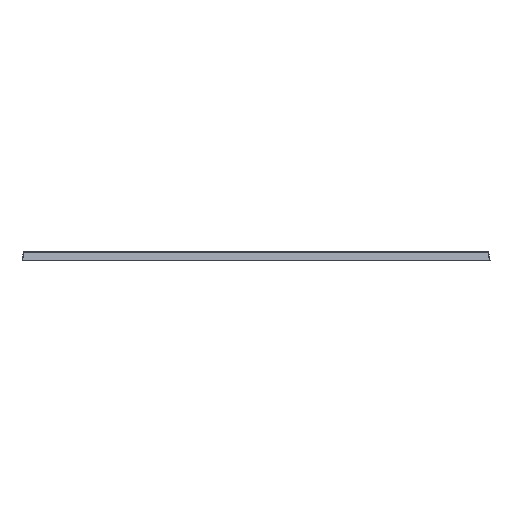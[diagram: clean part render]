
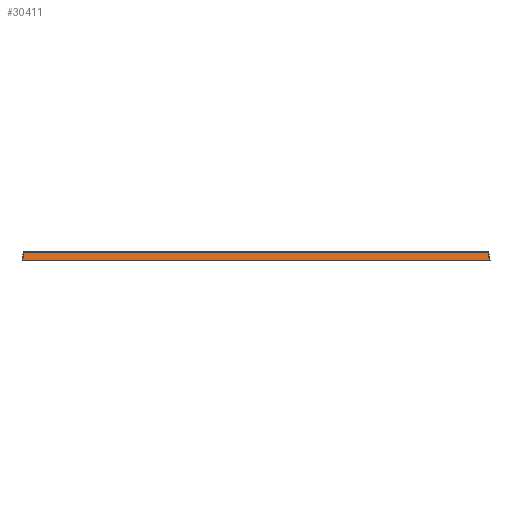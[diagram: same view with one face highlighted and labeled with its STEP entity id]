
A CAD part, left-side view. The second image highlights one B-rep face of the part: STEP entity #30411.
In plain terms, the highlighted planar face has unit normal (-0.985, 0, 0.174).
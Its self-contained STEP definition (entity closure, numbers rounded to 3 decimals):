
#2279 = CARTESIAN_POINT ( 'NONE',  ( 21.879, 1178.121, 0. ) ) ;
#2567 = CARTESIAN_POINT ( 'NONE',  ( 21.879, 21.879, 0. ) ) ;
#2619 = ORIENTED_EDGE ( 'NONE', *, *, #15488, .T. ) ;
#2728 = EDGE_CURVE ( 'NONE', #4622, #10741, #13773, .T. ) ;
#4192 = VECTOR ( 'NONE', #7892, 1000. ) ;
#4279 = DIRECTION ( 'NONE',  ( 0.171, -0.171, 0.97 ) ) ;
#4622 = VERTEX_POINT ( 'NONE', #20713 ) ;
#4791 = VECTOR ( 'NONE', #13594, 1000. ) ;
#5441 = DIRECTION ( 'NONE',  ( -0.985, 0., 0.174 ) ) ;
#6991 = CARTESIAN_POINT ( 'NONE',  ( 18., 1182., -22.001 ) ) ;
#7892 = DIRECTION ( 'NONE',  ( 0.171, 0.171, 0.97 ) ) ;
#8297 = DIRECTION ( 'NONE',  ( 0.174, 0., 0.985 ) ) ;
#9835 = VERTEX_POINT ( 'NONE', #6991 ) ;
#9851 = ORIENTED_EDGE ( 'NONE', *, *, #39710, .F. ) ;
#10741 = VERTEX_POINT ( 'NONE', #2567 ) ;
#12650 = ORIENTED_EDGE ( 'NONE', *, *, #35318, .F. ) ;
#13015 = LINE ( 'NONE', #19707, #20706 ) ;
#13143 = ORIENTED_EDGE ( 'NONE', *, *, #2728, .T. ) ;
#13389 = CARTESIAN_POINT ( 'NONE',  ( 21.879, 1178.121, 0. ) ) ;
#13594 = DIRECTION ( 'NONE',  ( 0., -1., 0. ) ) ;
#13773 = LINE ( 'NONE', #20263, #4192 ) ;
#15488 = EDGE_CURVE ( 'NONE', #9835, #4622, #26803, .T. ) ;
#19707 = CARTESIAN_POINT ( 'NONE',  ( 21.879, 1178.121, 0. ) ) ;
#20263 = CARTESIAN_POINT ( 'NONE',  ( 55.724, 55.724, 191.941 ) ) ;
#20704 = CARTESIAN_POINT ( 'NONE',  ( 18., 0., -22.001 ) ) ;
#20706 = VECTOR ( 'NONE', #4279, 1000. ) ;
#20713 = CARTESIAN_POINT ( 'NONE',  ( 18., 18., -22.001 ) ) ;
#24157 = DIRECTION ( 'NONE',  ( 0., -1., 0. ) ) ;
#25511 = VERTEX_POINT ( 'NONE', #2279 ) ;
#26803 = LINE ( 'NONE', #20704, #38590 ) ;
#27191 = CARTESIAN_POINT ( 'NONE',  ( 21.879, 1178.121, 0. ) ) ;
#27394 = FACE_OUTER_BOUND ( 'NONE', #28444, .T. ) ;
#28444 = EDGE_LOOP ( 'NONE', ( #9851, #12650, #2619, #13143 ) ) ;
#29025 = LINE ( 'NONE', #13389, #4791 ) ;
#30411 = ADVANCED_FACE ( 'NONE', ( #27394 ), #33473, .T. ) ;
#33473 = PLANE ( 'NONE',  #34700 ) ;
#34700 = AXIS2_PLACEMENT_3D ( 'NONE', #27191, #5441, #8297 ) ;
#35318 = EDGE_CURVE ( 'NONE', #9835, #25511, #13015, .T. ) ;
#38590 = VECTOR ( 'NONE', #24157, 1000. ) ;
#39710 = EDGE_CURVE ( 'NONE', #25511, #10741, #29025, .T. ) ;
